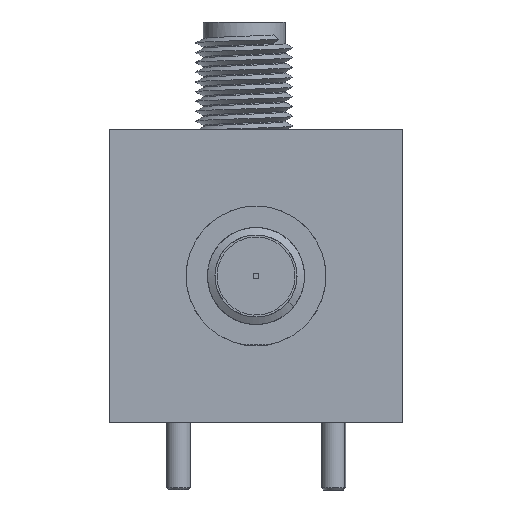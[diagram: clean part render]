
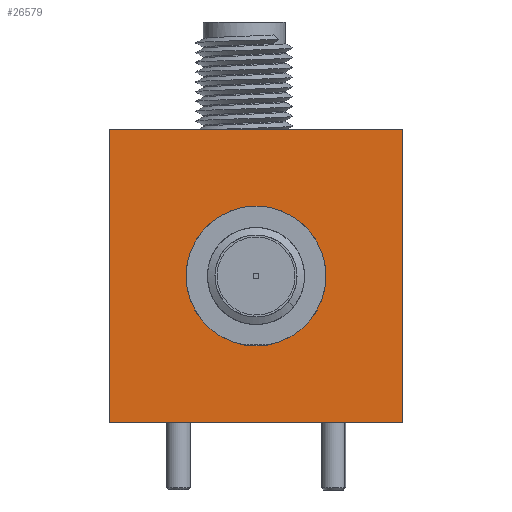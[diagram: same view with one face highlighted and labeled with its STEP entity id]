
A CAD part, left-side view. The second image highlights one B-rep face of the part: STEP entity #26579.
In plain terms, the highlighted planar face has unit normal (-1, 0, 0).
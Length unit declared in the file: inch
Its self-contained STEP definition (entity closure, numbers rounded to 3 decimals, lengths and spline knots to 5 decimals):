
#278 = CARTESIAN_POINT ( 'NONE',  ( -0.04115, 0.42769, 0.94997 ) ) ;
#1453 = CARTESIAN_POINT ( 'NONE',  ( -0.04115, 0.05269, 1.32497 ) ) ;
#2616 = DIRECTION ( 'NONE',  ( -1., 0., 0. ) ) ;
#2736 = VERTEX_POINT ( 'NONE', #24123 ) ;
#2773 = EDGE_CURVE ( 'NONE', #26931, #23988, #4962, .T. ) ;
#3620 = EDGE_CURVE ( 'NONE', #28426, #2736, #6049, .T. ) ;
#3824 = DIRECTION ( 'NONE',  ( 0., 0., 1. ) ) ;
#4727 = PLANE ( 'NONE',  #12582 ) ;
#4962 = LINE ( 'NONE', #21976, #8631 ) ;
#5740 = AXIS2_PLACEMENT_3D ( 'NONE', #278, #2616, #16638 ) ;
#6049 = LINE ( 'NONE', #17769, #21635 ) ;
#7152 = CARTESIAN_POINT ( 'NONE',  ( -0.04115, 0.80269, 1.32497 ) ) ;
#7958 = ORIENTED_EDGE ( 'NONE', *, *, #3620, .T. ) ;
#8123 = DIRECTION ( 'NONE',  ( 0., -1., 0. ) ) ;
#8631 = VECTOR ( 'NONE', #8123, 39.37008 ) ;
#9415 = VECTOR ( 'NONE', #11970, 39.37008 ) ;
#10087 = CARTESIAN_POINT ( 'NONE',  ( -0.04115, 0.42769, 0.94997 ) ) ;
#10648 = LINE ( 'NONE', #17675, #18658 ) ;
#10805 = ORIENTED_EDGE ( 'NONE', *, *, #11500, .F. ) ;
#11500 = EDGE_CURVE ( 'NONE', #28426, #26931, #17720, .T. ) ;
#11700 = DIRECTION ( 'NONE',  ( 0., 0., -1. ) ) ;
#11970 = DIRECTION ( 'NONE',  ( 0., 0., 1. ) ) ;
#12582 = AXIS2_PLACEMENT_3D ( 'NONE', #7152, #13967, #11700 ) ;
#13967 = DIRECTION ( 'NONE',  ( 1., 0., 0. ) ) ;
#15909 = EDGE_CURVE ( 'NONE', #2736, #23988, #10648, .T. ) ;
#16060 = EDGE_CURVE ( 'NONE', #22433, #25802, #25539, .T. ) ;
#16449 = CARTESIAN_POINT ( 'NONE',  ( -0.04115, 0.80269, 1.32497 ) ) ;
#16638 = DIRECTION ( 'NONE',  ( 0., 0., 1. ) ) ;
#16919 = FACE_OUTER_BOUND ( 'NONE', #17589, .T. ) ;
#17233 = ORIENTED_EDGE ( 'NONE', *, *, #20934, .F. ) ;
#17589 = EDGE_LOOP ( 'NONE', ( #22449, #25741, #10805, #7958 ) ) ;
#17675 = CARTESIAN_POINT ( 'NONE',  ( -0.04115, 0.05269, 1.32497 ) ) ;
#17720 = LINE ( 'NONE', #16449, #9415 ) ;
#17769 = CARTESIAN_POINT ( 'NONE',  ( -0.04115, 0.80269, 0.57497 ) ) ;
#17997 = FACE_BOUND ( 'NONE', #23260, .T. ) ;
#18658 = VECTOR ( 'NONE', #3824, 39.37008 ) ;
#20008 = DIRECTION ( 'NONE',  ( 0., -1., 0. ) ) ;
#20136 = ORIENTED_EDGE ( 'NONE', *, *, #16060, .F. ) ;
#20661 = CARTESIAN_POINT ( 'NONE',  ( -0.04115, 0.42769, 0.77097 ) ) ;
#20816 = AXIS2_PLACEMENT_3D ( 'NONE', #10087, #26655, #24009 ) ;
#20934 = EDGE_CURVE ( 'NONE', #25802, #22433, #25107, .T. ) ;
#21635 = VECTOR ( 'NONE', #20008, 39.37008 ) ;
#21843 = CARTESIAN_POINT ( 'NONE',  ( -0.04115, 0.80269, 0.57497 ) ) ;
#21976 = CARTESIAN_POINT ( 'NONE',  ( -0.04115, 0.80269, 1.32497 ) ) ;
#22433 = VERTEX_POINT ( 'NONE', #26445 ) ;
#22449 = ORIENTED_EDGE ( 'NONE', *, *, #15909, .T. ) ;
#22548 = CARTESIAN_POINT ( 'NONE',  ( -0.04115, 0.80269, 1.32497 ) ) ;
#23260 = EDGE_LOOP ( 'NONE', ( #20136, #17233 ) ) ;
#23988 = VERTEX_POINT ( 'NONE', #1453 ) ;
#24009 = DIRECTION ( 'NONE',  ( 0., 0., 1. ) ) ;
#24123 = CARTESIAN_POINT ( 'NONE',  ( -0.04115, 0.05269, 0.57497 ) ) ;
#25107 = CIRCLE ( 'NONE', #20816, 0.179 ) ;
#25539 = CIRCLE ( 'NONE', #5740, 0.179 ) ;
#25741 = ORIENTED_EDGE ( 'NONE', *, *, #2773, .F. ) ;
#25802 = VERTEX_POINT ( 'NONE', #20661 ) ;
#26445 = CARTESIAN_POINT ( 'NONE',  ( -0.04115, 0.42769, 1.12897 ) ) ;
#26579 = ADVANCED_FACE ( 'NONE', ( #17997, #16919 ), #4727, .F. ) ;
#26655 = DIRECTION ( 'NONE',  ( -1., 0., 0. ) ) ;
#26931 = VERTEX_POINT ( 'NONE', #22548 ) ;
#28426 = VERTEX_POINT ( 'NONE', #21843 ) ;
